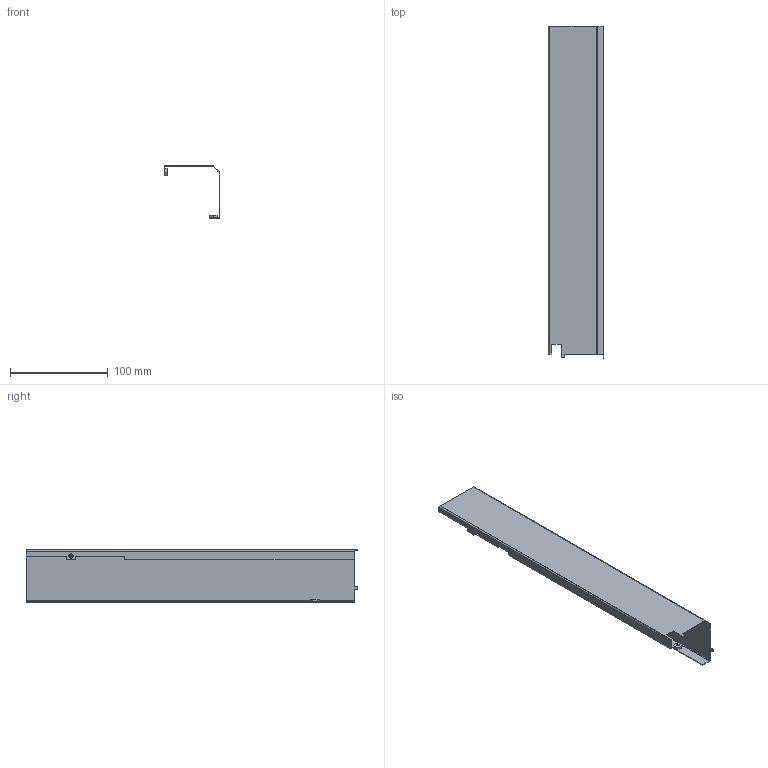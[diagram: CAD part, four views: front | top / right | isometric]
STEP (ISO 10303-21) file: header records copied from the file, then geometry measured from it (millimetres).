
FILE_DESCRIPTION (( 'STEP AP203' ), '1' );
FILE_NAME ('2222-01.STEP', '2014-11-24T09:41:44', ( '' ), ( '' ), 'SwSTEP 2.0', 'SolidWorks 2014', '' );
FILE_SCHEMA (( 'CONFIG_CONTROL_DESIGN' ));
Length unit declared in the file: millimetre
Products named in the file (1): 2222-01
Bounding box: 56.8 x 339 x 53.97 mm (x, y, z)
Volume: 20865.7 mm3; surface area: 83307.3 mm2
Topology: 1 solids, 1 shells, 91 faces, 223 edges, 138 vertices
Faces by surface type: plane 66, cylinder 25
Entity records: 2716 total; most frequent: DIRECTION 457, CARTESIAN_POINT 453, ORIENTED_EDGE 446, EDGE_CURVE 223, LINE 173, VECTOR 173, AXIS2_PLACEMENT_3D 142, VERTEX_POINT 138
